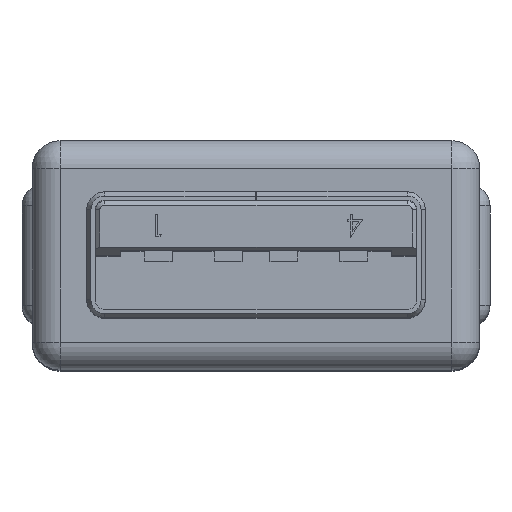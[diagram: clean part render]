
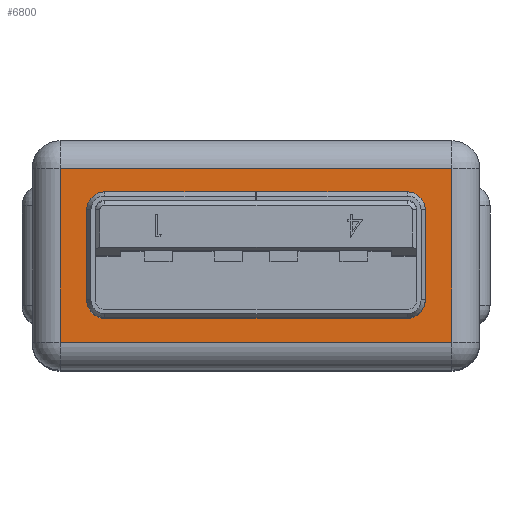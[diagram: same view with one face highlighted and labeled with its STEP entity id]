
A CAD part, top view. The second image highlights one B-rep face of the part: STEP entity #6800.
In plain terms, the highlighted planar face has unit normal (0, 0, 1).
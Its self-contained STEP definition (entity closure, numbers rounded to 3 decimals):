
#170 = VERTEX_POINT ( 'NONE', #14172 ) ;
#307 = VERTEX_POINT ( 'NONE', #15832 ) ;
#318 = VERTEX_POINT ( 'NONE', #15710 ) ;
#368 = LINE ( 'NONE', #5469, #6239 ) ;
#389 = DIRECTION ( 'NONE',  ( -1., 0., 0. ) ) ;
#1734 = CARTESIAN_POINT ( 'NONE',  ( 5.41, -1.61, 11.95 ) ) ;
#1782 = CARTESIAN_POINT ( 'NONE',  ( -8., 4.1, 11.95 ) ) ;
#1812 = VECTOR ( 'NONE', #13679, 1000. ) ;
#1833 = FACE_OUTER_BOUND ( 'NONE', #5015, .T. ) ;
#1980 = CARTESIAN_POINT ( 'NONE',  ( 6.05, 1.61, 11.95 ) ) ;
#2209 = FACE_BOUND ( 'NONE', #11647, .T. ) ;
#2347 = CARTESIAN_POINT ( 'NONE',  ( 5.41, 1.61, 11.95 ) ) ;
#2515 = CARTESIAN_POINT ( 'NONE',  ( -7., 4.1, 11.95 ) ) ;
#2526 = CARTESIAN_POINT ( 'NONE',  ( -5.41, -1.61, 11.95 ) ) ;
#2800 = VECTOR ( 'NONE', #389, 1000. ) ;
#2898 = CARTESIAN_POINT ( 'NONE',  ( -8., 3.1, 11.95 ) ) ;
#2990 = DIRECTION ( 'NONE',  ( -1., 0., 0. ) ) ;
#3149 = DIRECTION ( 'NONE',  ( -1., 0., 0. ) ) ;
#3189 = DIRECTION ( 'NONE',  ( 1., 0., 0. ) ) ;
#3353 = DIRECTION ( 'NONE',  ( 0., 0., -1. ) ) ;
#3616 = DIRECTION ( 'NONE',  ( -1., 0., 0. ) ) ;
#3776 = VERTEX_POINT ( 'NONE', #11654 ) ;
#3786 = DIRECTION ( 'NONE',  ( -1., 0., 0. ) ) ;
#3860 = VERTEX_POINT ( 'NONE', #10399 ) ;
#3876 = DIRECTION ( 'NONE',  ( 0., 0., -1. ) ) ;
#4597 = VECTOR ( 'NONE', #3189, 1000. ) ;
#4724 = LINE ( 'NONE', #2515, #1812 ) ;
#4944 = CARTESIAN_POINT ( 'NONE',  ( -6.05, 1.61, 11.95 ) ) ;
#5015 = EDGE_LOOP ( 'NONE', ( #12935, #15082, #8108, #5373 ) ) ;
#5373 = ORIENTED_EDGE ( 'NONE', *, *, #10326, .T. ) ;
#5469 = CARTESIAN_POINT ( 'NONE',  ( -8., -3.1, 11.95 ) ) ;
#6065 = CARTESIAN_POINT ( 'NONE',  ( -7., -3.1, 11.95 ) ) ;
#6239 = VECTOR ( 'NONE', #11650, 1000. ) ;
#6410 = VECTOR ( 'NONE', #13601, 1000. ) ;
#6800 = ADVANCED_FACE ( 'NONE', ( #1833, #2209 ), #10802, .F. ) ;
#7151 = CARTESIAN_POINT ( 'NONE',  ( -5.41, -2.25, 11.95 ) ) ;
#7211 = DIRECTION ( 'NONE',  ( -1., 0., 0. ) ) ;
#7523 = EDGE_CURVE ( 'NONE', #307, #14463, #14450, .T. ) ;
#7567 = CARTESIAN_POINT ( 'NONE',  ( -5.41, -2.25, 11.95 ) ) ;
#7788 = VERTEX_POINT ( 'NONE', #6065 ) ;
#7958 = VERTEX_POINT ( 'NONE', #1980 ) ;
#8093 = CIRCLE ( 'NONE', #10141, 0.64 ) ;
#8108 = ORIENTED_EDGE ( 'NONE', *, *, #9664, .T. ) ;
#8315 = VECTOR ( 'NONE', #7211, 1000. ) ;
#8551 = EDGE_CURVE ( 'NONE', #12834, #11825, #10425, .T. ) ;
#8695 = DIRECTION ( 'NONE',  ( 0., -1., 0. ) ) ;
#8850 = ORIENTED_EDGE ( 'NONE', *, *, #12358, .T. ) ;
#8867 = LINE ( 'NONE', #14786, #12148 ) ;
#8887 = ORIENTED_EDGE ( 'NONE', *, *, #12266, .T. ) ;
#8909 = CIRCLE ( 'NONE', #13832, 0.64 ) ;
#9266 = EDGE_CURVE ( 'NONE', #11825, #3860, #12703, .T. ) ;
#9275 = CIRCLE ( 'NONE', #13225, 0.64 ) ;
#9290 = LINE ( 'NONE', #4944, #6410 ) ;
#9561 = ORIENTED_EDGE ( 'NONE', *, *, #7523, .T. ) ;
#9664 = EDGE_CURVE ( 'NONE', #3860, #7788, #4724, .T. ) ;
#9912 = CARTESIAN_POINT ( 'NONE',  ( 7., 3.1, 11.95 ) ) ;
#10046 = VERTEX_POINT ( 'NONE', #11047 ) ;
#10141 = AXIS2_PLACEMENT_3D ( 'NONE', #1734, #10440, #2990 ) ;
#10243 = ORIENTED_EDGE ( 'NONE', *, *, #11137, .T. ) ;
#10266 = CARTESIAN_POINT ( 'NONE',  ( 7., -3.1, 11.95 ) ) ;
#10326 = EDGE_CURVE ( 'NONE', #7788, #12834, #368, .T. ) ;
#10399 = CARTESIAN_POINT ( 'NONE',  ( -7., 3.1, 11.95 ) ) ;
#10425 = LINE ( 'NONE', #14714, #12533 ) ;
#10440 = DIRECTION ( 'NONE',  ( 0., 0., -1. ) ) ;
#10638 = CARTESIAN_POINT ( 'NONE',  ( -5.41, 2.25, 11.95 ) ) ;
#10802 = PLANE ( 'NONE',  #14669 ) ;
#11047 = CARTESIAN_POINT ( 'NONE',  ( -5.41, 2.25, 11.95 ) ) ;
#11070 = DIRECTION ( 'NONE',  ( 0., 0., -1. ) ) ;
#11137 = EDGE_CURVE ( 'NONE', #170, #3776, #9290, .T. ) ;
#11222 = LINE ( 'NONE', #10638, #4597 ) ;
#11242 = DIRECTION ( 'NONE',  ( 0., 0., -1. ) ) ;
#11249 = EDGE_CURVE ( 'NONE', #3776, #10046, #8909, .T. ) ;
#11310 = CARTESIAN_POINT ( 'NONE',  ( -5.41, 1.61, 11.95 ) ) ;
#11555 = EDGE_CURVE ( 'NONE', #10046, #14493, #11222, .T. ) ;
#11647 = EDGE_LOOP ( 'NONE', ( #10243, #13784, #12392, #14479, #8887, #8850, #9561, #13889 ) ) ;
#11650 = DIRECTION ( 'NONE',  ( 1., 0., 0. ) ) ;
#11654 = CARTESIAN_POINT ( 'NONE',  ( -6.05, 1.61, 11.95 ) ) ;
#11761 = EDGE_CURVE ( 'NONE', #14493, #7958, #9275, .T. ) ;
#11825 = VERTEX_POINT ( 'NONE', #9912 ) ;
#12148 = VECTOR ( 'NONE', #8695, 1000. ) ;
#12266 = EDGE_CURVE ( 'NONE', #7958, #318, #8867, .T. ) ;
#12303 = AXIS2_PLACEMENT_3D ( 'NONE', #2526, #11242, #3786 ) ;
#12358 = EDGE_CURVE ( 'NONE', #318, #307, #8093, .T. ) ;
#12392 = ORIENTED_EDGE ( 'NONE', *, *, #11555, .T. ) ;
#12514 = CARTESIAN_POINT ( 'NONE',  ( 5.41, 2.25, 11.95 ) ) ;
#12528 = DIRECTION ( 'NONE',  ( 1., 0., 0. ) ) ;
#12533 = VECTOR ( 'NONE', #14604, 1000. ) ;
#12693 = EDGE_CURVE ( 'NONE', #14463, #170, #13507, .T. ) ;
#12703 = LINE ( 'NONE', #2898, #2800 ) ;
#12834 = VERTEX_POINT ( 'NONE', #10266 ) ;
#12935 = ORIENTED_EDGE ( 'NONE', *, *, #8551, .T. ) ;
#13225 = AXIS2_PLACEMENT_3D ( 'NONE', #2347, #11070, #3616 ) ;
#13507 = CIRCLE ( 'NONE', #12303, 0.64 ) ;
#13601 = DIRECTION ( 'NONE',  ( 0., 1., 0. ) ) ;
#13679 = DIRECTION ( 'NONE',  ( 0., -1., 0. ) ) ;
#13784 = ORIENTED_EDGE ( 'NONE', *, *, #11249, .T. ) ;
#13832 = AXIS2_PLACEMENT_3D ( 'NONE', #11310, #3876, #12528 ) ;
#13889 = ORIENTED_EDGE ( 'NONE', *, *, #12693, .T. ) ;
#14172 = CARTESIAN_POINT ( 'NONE',  ( -6.05, -1.61, 11.95 ) ) ;
#14450 = LINE ( 'NONE', #7151, #8315 ) ;
#14463 = VERTEX_POINT ( 'NONE', #7567 ) ;
#14479 = ORIENTED_EDGE ( 'NONE', *, *, #11761, .T. ) ;
#14493 = VERTEX_POINT ( 'NONE', #12514 ) ;
#14604 = DIRECTION ( 'NONE',  ( 0., 1., 0. ) ) ;
#14669 = AXIS2_PLACEMENT_3D ( 'NONE', #1782, #3353, #3149 ) ;
#14714 = CARTESIAN_POINT ( 'NONE',  ( 7., 4.1, 11.95 ) ) ;
#14786 = CARTESIAN_POINT ( 'NONE',  ( 6.05, 1.61, 11.95 ) ) ;
#15082 = ORIENTED_EDGE ( 'NONE', *, *, #9266, .T. ) ;
#15710 = CARTESIAN_POINT ( 'NONE',  ( 6.05, -1.61, 11.95 ) ) ;
#15832 = CARTESIAN_POINT ( 'NONE',  ( 5.41, -2.25, 11.95 ) ) ;
